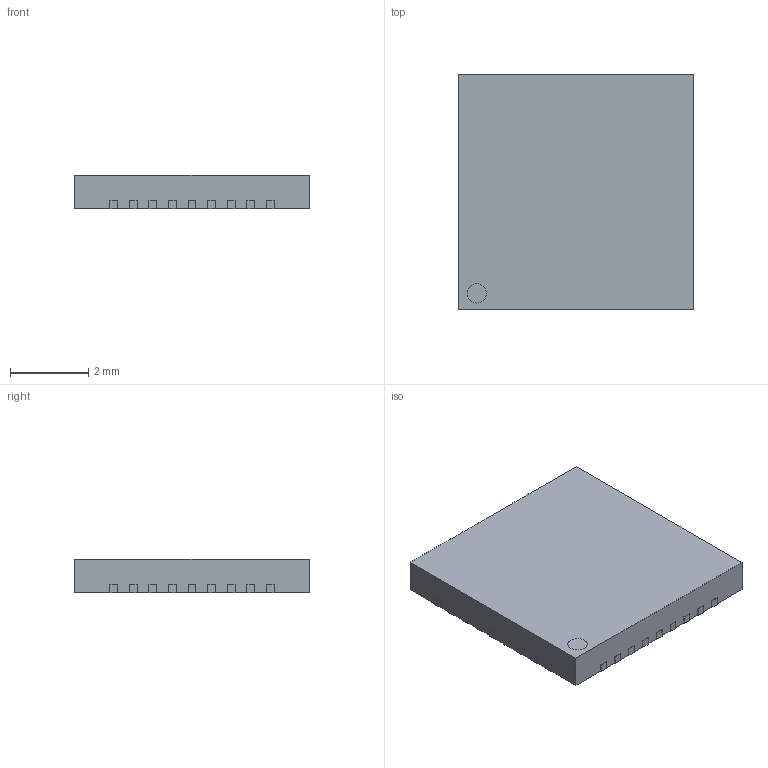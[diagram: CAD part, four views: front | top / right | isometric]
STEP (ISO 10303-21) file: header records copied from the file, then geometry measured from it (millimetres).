
FILE_DESCRIPTION (( 'STEP AP214' ), '1' );
FILE_NAME ('qfn36-6x6.STEP', '2022-10-08T05:00:01', ( '' ), ( '' ), 'SwSTEP 2.0', 'SolidWorks 2019', '' );
FILE_SCHEMA (( 'AUTOMOTIVE_DESIGN' ));
Length unit declared in the file: millimetre
Products named in the file (1): qfn36-6x6
Bounding box: 6.02 x 6.02 x 0.86 mm (x, y, z)
Volume: 30.8 mm3; surface area: 93.4 mm2
Topology: 1 solids, 1 shells, 279 faces, 810 edges, 540 vertices
Faces by surface type: plane 218, cylinder 47, bspline 14
Entity records: 9953 total; most frequent: CARTESIAN_POINT 2428, ORIENTED_EDGE 1620, DIRECTION 1408, EDGE_CURVE 810, VECTOR 688, LINE 688, VERTEX_POINT 540, AXIS2_PLACEMENT_3D 360
